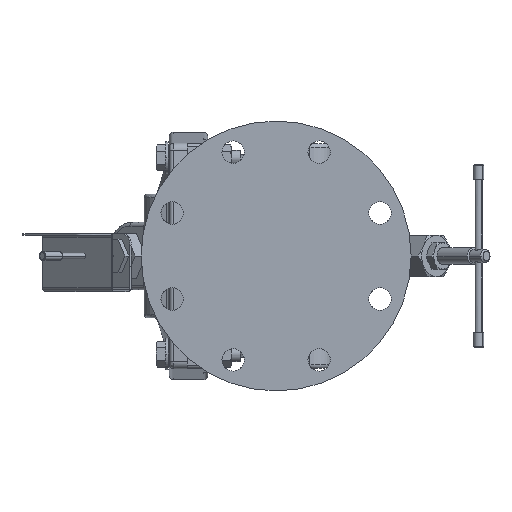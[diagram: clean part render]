
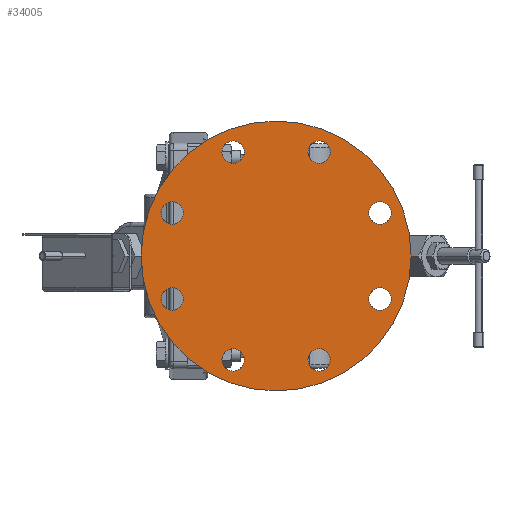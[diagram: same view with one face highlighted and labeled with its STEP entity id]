
A CAD part, left-side view. The second image highlights one B-rep face of the part: STEP entity #34005.
In plain terms, the highlighted planar face has unit normal (-1, 0, 0).
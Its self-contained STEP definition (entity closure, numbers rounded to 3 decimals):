
#5599=CARTESIAN_POINT('',(-5.75,0.,0.));
#5600=DIRECTION('',(1.,0.,0.));
#5601=DIRECTION('',(0.,1.,0.));
#5602=AXIS2_PLACEMENT_3D('',#5599,#5600,#5601);
#5609=CARTESIAN_POINT('',(-5.75,-1.435,3.465));
#5610=DIRECTION('',(1.,0.,0.));
#5611=DIRECTION('',(0.,0.,-1.));
#5612=AXIS2_PLACEMENT_3D('',#5609,#5610,#5611);
#5614=CARTESIAN_POINT('',(-5.75,-1.435,3.465));
#5615=DIRECTION('',(1.,0.,0.));
#5616=DIRECTION('',(0.,0.,1.));
#5617=AXIS2_PLACEMENT_3D('',#5614,#5615,#5616);
#5619=CARTESIAN_POINT('',(-5.75,-3.465,1.435));
#5620=DIRECTION('',(1.,0.,0.));
#5621=DIRECTION('',(0.,0.,-1.));
#5622=AXIS2_PLACEMENT_3D('',#5619,#5620,#5621);
#5624=CARTESIAN_POINT('',(-5.75,-3.465,1.435));
#5625=DIRECTION('',(1.,0.,0.));
#5626=DIRECTION('',(0.,0.,1.));
#5627=AXIS2_PLACEMENT_3D('',#5624,#5625,#5626);
#5629=CARTESIAN_POINT('',(-5.75,1.435,3.465));
#5630=DIRECTION('',(1.,0.,0.));
#5631=DIRECTION('',(0.,0.,-1.));
#5632=AXIS2_PLACEMENT_3D('',#5629,#5630,#5631);
#5634=CARTESIAN_POINT('',(-5.75,1.435,3.465));
#5635=DIRECTION('',(1.,0.,0.));
#5636=DIRECTION('',(0.,0.,1.));
#5637=AXIS2_PLACEMENT_3D('',#5634,#5635,#5636);
#5639=CARTESIAN_POINT('',(-5.75,3.465,1.435));
#5640=DIRECTION('',(1.,0.,0.));
#5641=DIRECTION('',(0.,0.,-1.));
#5642=AXIS2_PLACEMENT_3D('',#5639,#5640,#5641);
#5644=CARTESIAN_POINT('',(-5.75,3.465,1.435));
#5645=DIRECTION('',(1.,0.,0.));
#5646=DIRECTION('',(0.,0.,1.));
#5647=AXIS2_PLACEMENT_3D('',#5644,#5645,#5646);
#5649=CARTESIAN_POINT('',(-5.75,3.465,-1.435));
#5650=DIRECTION('',(1.,0.,0.));
#5651=DIRECTION('',(0.,0.,-1.));
#5652=AXIS2_PLACEMENT_3D('',#5649,#5650,#5651);
#5654=CARTESIAN_POINT('',(-5.75,3.465,-1.435));
#5655=DIRECTION('',(1.,0.,0.));
#5656=DIRECTION('',(0.,0.,1.));
#5657=AXIS2_PLACEMENT_3D('',#5654,#5655,#5656);
#5659=CARTESIAN_POINT('',(-5.75,1.435,-3.465));
#5660=DIRECTION('',(1.,0.,0.));
#5661=DIRECTION('',(0.,0.,-1.));
#5662=AXIS2_PLACEMENT_3D('',#5659,#5660,#5661);
#5664=CARTESIAN_POINT('',(-5.75,1.435,-3.465));
#5665=DIRECTION('',(1.,0.,0.));
#5666=DIRECTION('',(0.,0.,1.));
#5667=AXIS2_PLACEMENT_3D('',#5664,#5665,#5666);
#5669=CARTESIAN_POINT('',(-5.75,-1.435,-3.465));
#5670=DIRECTION('',(1.,0.,0.));
#5671=DIRECTION('',(0.,0.,-1.));
#5672=AXIS2_PLACEMENT_3D('',#5669,#5670,#5671);
#5674=CARTESIAN_POINT('',(-5.75,-1.435,-3.465));
#5675=DIRECTION('',(1.,0.,0.));
#5676=DIRECTION('',(0.,0.,1.));
#5677=AXIS2_PLACEMENT_3D('',#5674,#5675,#5676);
#5679=CARTESIAN_POINT('',(-5.75,-3.465,-1.435));
#5680=DIRECTION('',(1.,0.,0.));
#5681=DIRECTION('',(0.,0.,-1.));
#5682=AXIS2_PLACEMENT_3D('',#5679,#5680,#5681);
#5684=CARTESIAN_POINT('',(-5.75,-3.465,-1.435));
#5685=DIRECTION('',(1.,0.,0.));
#5686=DIRECTION('',(0.,0.,1.));
#5687=AXIS2_PLACEMENT_3D('',#5684,#5685,#5686);
#5689=CARTESIAN_POINT('',(-5.75,0.,0.));
#5690=DIRECTION('',(1.,0.,0.));
#5691=DIRECTION('',(0.,-1.,0.));
#5692=AXIS2_PLACEMENT_3D('',#5689,#5690,#5691);
#26078=CARTESIAN_POINT('',(-5.75,4.5,0.));
#26079=CARTESIAN_POINT('',(-5.75,-4.5,0.));
#26080=VERTEX_POINT('',#26078);
#26081=VERTEX_POINT('',#26079);
#27444=CARTESIAN_POINT('',(-5.75,-1.435,3.09));
#27446=VERTEX_POINT('',#27444);
#27448=CARTESIAN_POINT('',(-5.75,-1.435,3.84));
#27450=VERTEX_POINT('',#27448);
#27452=CARTESIAN_POINT('',(-5.75,-3.465,1.06));
#27454=VERTEX_POINT('',#27452);
#27456=CARTESIAN_POINT('',(-5.75,-3.465,1.81));
#27458=VERTEX_POINT('',#27456);
#27460=CARTESIAN_POINT('',(-5.75,1.435,3.09));
#27462=VERTEX_POINT('',#27460);
#27464=CARTESIAN_POINT('',(-5.75,1.435,3.84));
#27466=VERTEX_POINT('',#27464);
#27468=CARTESIAN_POINT('',(-5.75,3.465,1.06));
#27470=VERTEX_POINT('',#27468);
#27472=CARTESIAN_POINT('',(-5.75,3.465,1.81));
#27474=VERTEX_POINT('',#27472);
#27476=CARTESIAN_POINT('',(-5.75,3.465,-1.81));
#27478=VERTEX_POINT('',#27476);
#27480=CARTESIAN_POINT('',(-5.75,3.465,-1.06));
#27482=VERTEX_POINT('',#27480);
#27484=CARTESIAN_POINT('',(-5.75,1.435,-3.84));
#27486=VERTEX_POINT('',#27484);
#27488=CARTESIAN_POINT('',(-5.75,1.435,-3.09));
#27490=VERTEX_POINT('',#27488);
#27492=CARTESIAN_POINT('',(-5.75,-1.435,-3.84));
#27494=VERTEX_POINT('',#27492);
#27496=CARTESIAN_POINT('',(-5.75,-1.435,-3.09));
#27498=VERTEX_POINT('',#27496);
#27500=CARTESIAN_POINT('',(-5.75,-3.465,-1.81));
#27502=VERTEX_POINT('',#27500);
#27504=CARTESIAN_POINT('',(-5.75,-3.465,-1.06));
#27506=VERTEX_POINT('',#27504);
#33947=CARTESIAN_POINT('',(-5.75,-4.5,-6.375));
#33948=DIRECTION('',(1.,0.,0.));
#33949=DIRECTION('',(0.,1.,0.));
#33950=AXIS2_PLACEMENT_3D('',#33947,#33948,#33949);
#33951=PLANE('',#33950);
#33952=ORIENTED_EDGE('',*,*,#33937,.T.);
#33954=ORIENTED_EDGE('',*,*,#33953,.T.);
#33955=EDGE_LOOP('',(#33952,#33954));
#33956=FACE_OUTER_BOUND('',#33955,.F.);
#33958=ORIENTED_EDGE('',*,*,#33957,.F.);
#33960=ORIENTED_EDGE('',*,*,#33959,.F.);
#33961=EDGE_LOOP('',(#33958,#33960));
#33962=FACE_BOUND('',#33961,.F.);
#33964=ORIENTED_EDGE('',*,*,#33963,.F.);
#33966=ORIENTED_EDGE('',*,*,#33965,.F.);
#33967=EDGE_LOOP('',(#33964,#33966));
#33968=FACE_BOUND('',#33967,.F.);
#33970=ORIENTED_EDGE('',*,*,#33969,.F.);
#33972=ORIENTED_EDGE('',*,*,#33971,.F.);
#33973=EDGE_LOOP('',(#33970,#33972));
#33974=FACE_BOUND('',#33973,.F.);
#33976=ORIENTED_EDGE('',*,*,#33975,.F.);
#33978=ORIENTED_EDGE('',*,*,#33977,.F.);
#33979=EDGE_LOOP('',(#33976,#33978));
#33980=FACE_BOUND('',#33979,.F.);
#33982=ORIENTED_EDGE('',*,*,#33981,.F.);
#33984=ORIENTED_EDGE('',*,*,#33983,.F.);
#33985=EDGE_LOOP('',(#33982,#33984));
#33986=FACE_BOUND('',#33985,.F.);
#33988=ORIENTED_EDGE('',*,*,#33987,.F.);
#33990=ORIENTED_EDGE('',*,*,#33989,.F.);
#33991=EDGE_LOOP('',(#33988,#33990));
#33992=FACE_BOUND('',#33991,.F.);
#33994=ORIENTED_EDGE('',*,*,#33993,.F.);
#33996=ORIENTED_EDGE('',*,*,#33995,.F.);
#33997=EDGE_LOOP('',(#33994,#33996));
#33998=FACE_BOUND('',#33997,.F.);
#34000=ORIENTED_EDGE('',*,*,#33999,.F.);
#34002=ORIENTED_EDGE('',*,*,#34001,.F.);
#34003=EDGE_LOOP('',(#34000,#34002));
#34004=FACE_BOUND('',#34003,.F.);
#34005=ADVANCED_FACE('',(#33956,#33962,#33968,#33974,#33980,#33986,#33992,
#33998,#34004),#33951,.F.);
#5603=CIRCLE('',#5602,4.5);
#5613=CIRCLE('',#5612,0.375);
#5618=CIRCLE('',#5617,0.375);
#5623=CIRCLE('',#5622,0.375);
#5628=CIRCLE('',#5627,0.375);
#5633=CIRCLE('',#5632,0.375);
#5638=CIRCLE('',#5637,0.375);
#5643=CIRCLE('',#5642,0.375);
#5648=CIRCLE('',#5647,0.375);
#5653=CIRCLE('',#5652,0.375);
#5658=CIRCLE('',#5657,0.375);
#5663=CIRCLE('',#5662,0.375);
#5668=CIRCLE('',#5667,0.375);
#5673=CIRCLE('',#5672,0.375);
#5678=CIRCLE('',#5677,0.375);
#5683=CIRCLE('',#5682,0.375);
#5688=CIRCLE('',#5687,0.375);
#5693=CIRCLE('',#5692,4.5);
#33937=EDGE_CURVE('',#26080,#26081,#5603,.T.);
#33953=EDGE_CURVE('',#26081,#26080,#5693,.T.);
#33957=EDGE_CURVE('',#27446,#27450,#5613,.T.);
#33959=EDGE_CURVE('',#27450,#27446,#5618,.T.);
#33963=EDGE_CURVE('',#27454,#27458,#5623,.T.);
#33965=EDGE_CURVE('',#27458,#27454,#5628,.T.);
#33969=EDGE_CURVE('',#27462,#27466,#5633,.T.);
#33971=EDGE_CURVE('',#27466,#27462,#5638,.T.);
#33975=EDGE_CURVE('',#27470,#27474,#5643,.T.);
#33977=EDGE_CURVE('',#27474,#27470,#5648,.T.);
#33981=EDGE_CURVE('',#27478,#27482,#5653,.T.);
#33983=EDGE_CURVE('',#27482,#27478,#5658,.T.);
#33987=EDGE_CURVE('',#27486,#27490,#5663,.T.);
#33989=EDGE_CURVE('',#27490,#27486,#5668,.T.);
#33993=EDGE_CURVE('',#27494,#27498,#5673,.T.);
#33995=EDGE_CURVE('',#27498,#27494,#5678,.T.);
#33999=EDGE_CURVE('',#27502,#27506,#5683,.T.);
#34001=EDGE_CURVE('',#27506,#27502,#5688,.T.);
